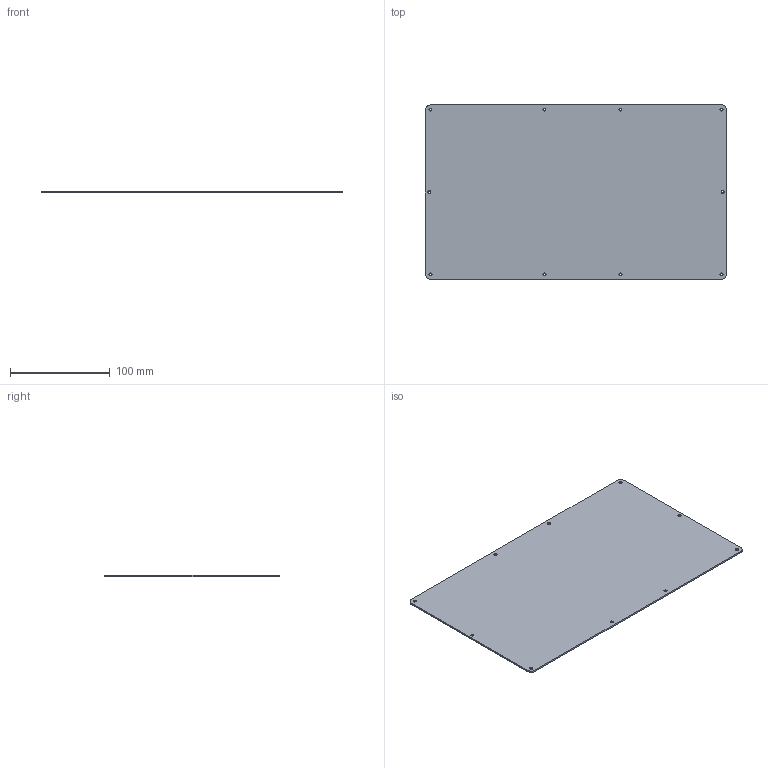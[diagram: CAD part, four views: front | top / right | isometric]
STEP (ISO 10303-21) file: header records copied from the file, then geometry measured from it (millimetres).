
FILE_DESCRIPTION(('KiCad electronic assembly'),'2;1');
FILE_NAME('Ortholith Top Plate (3D Printed Base).step', '2023-01-17T18:26:35',('Pcbnew'),('Kicad'), 'Open CASCADE STEP processor 7.5','KiCad to STEP converter','Unknown' );
FILE_SCHEMA(('AUTOMOTIVE_DESIGN { 1 0 10303 214 1 1 1 1 }'));
Length unit declared in the file: millimetre
Products named in the file (2): Ortholith Top Plate (3D Printed Base) 1; _autosave-Ortholith Top Plate (3D Printed Base) PCB
Assembly tree (1 placements, depth 2):
  Ortholith Top Plate (3D Printed Base) 1
    _autosave-Ortholith Top Plate (3D Printed Base) PCB
Bounding box: 301.88 x 174.88 x 1.6 mm (x, y, z)
Volume: 84303.4 mm3; surface area: 107167.5 mm2
Topology: 1 solids, 1 shells, 100 faces, 294 edges, 196 vertices
Faces by surface type: cylinder 94, plane 6
Full cylindrical faces by diameter (mm): 0.4 x80, 2.3 x10
Entity records: 8239 total; most frequent: CARTESIAN_POINT 2308, DIRECTION 1086, ORIENTED_EDGE 588, PCURVE 588, DEFINITIONAL_REPRESENTATION 588, LINE 506, VECTOR 506, EDGE_CURVE 294
